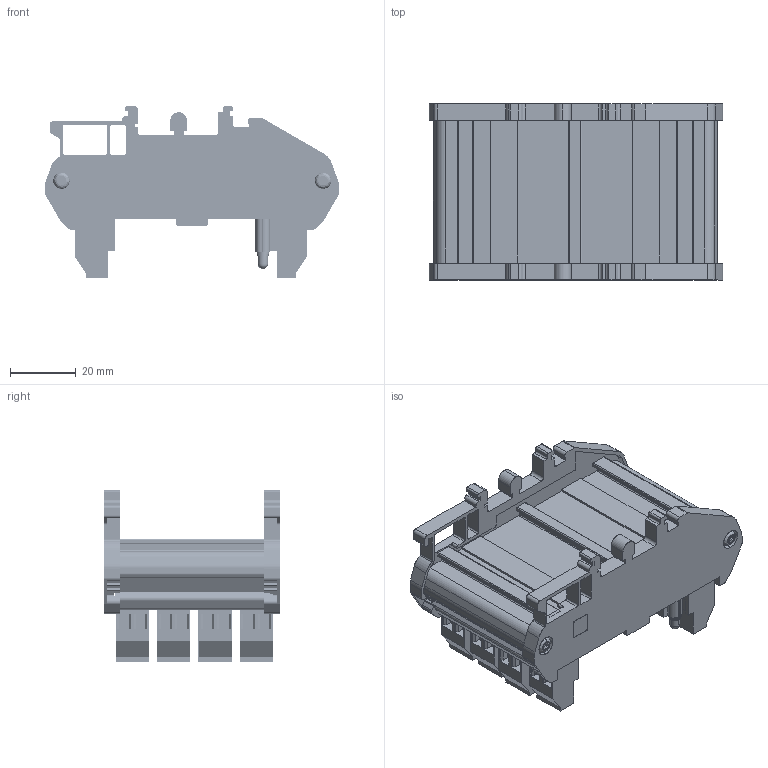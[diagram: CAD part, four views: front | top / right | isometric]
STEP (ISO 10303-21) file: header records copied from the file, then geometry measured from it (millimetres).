
FILE_DESCRIPTION (( 'STEP AP214' ), '1' );
FILE_NAME ('107606.STEP', '2011-07-09T18:46:17', ( 'LALo' ), ( 'Edi Foundation' ), 'SwSTEP 2.0', 'SolidWorks 2011', '' );
FILE_SCHEMA (( 'AUTOMOTIVE_DESIGN' ));
Length unit declared in the file: inch
Products named in the file (1): 107606
Bounding box: 89.6 x 53.94 x 52.3 mm (x, y, z)
Surface area: 49916.2 mm2 (no closed solid volume)
Topology: 0 solids, 2647 shells, 2799 faces, 14608 edges, 14456 vertices
Faces by surface type: plane 1544, cylinder 1103, bspline 120, cone 24, torus 8
Entity records: 231935 total; most frequent: CARTESIAN_POINT 105033, DIRECTION 18448, ORIENTED_EDGE 14760, EDGE_CURVE 14608, VERTEX_POINT 14456, VECTOR 9300, LINE 9300, AXIS2_PLACEMENT_3D 4574
